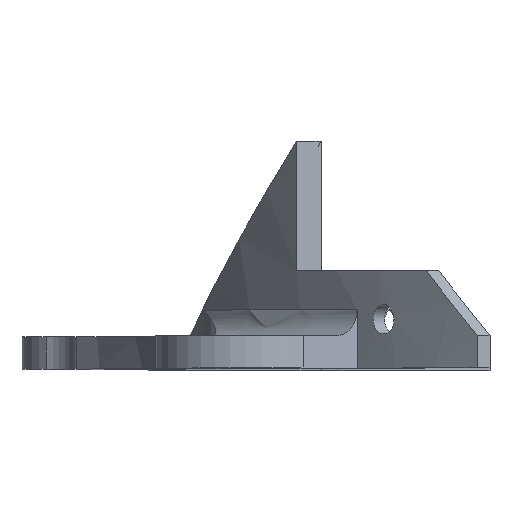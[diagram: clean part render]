
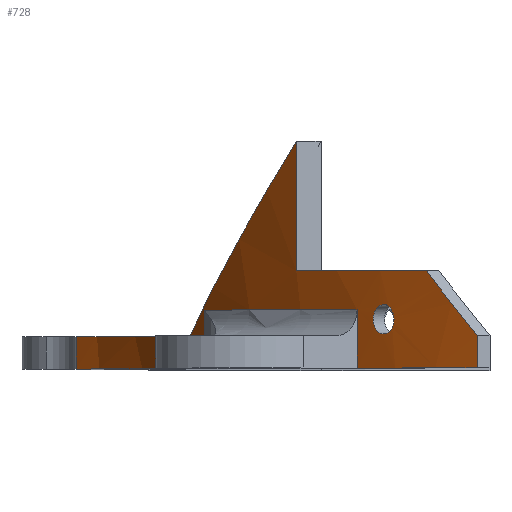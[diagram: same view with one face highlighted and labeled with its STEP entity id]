
A CAD part, top view. The second image highlights one B-rep face of the part: STEP entity #728.
In plain terms, the highlighted cylindrical face has radius 160 mm (diameter 320 mm), a partial arc.
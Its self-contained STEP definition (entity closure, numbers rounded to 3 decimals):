
#20=ELLIPSE('',#824,226.274,160.);
#21=ELLIPSE('',#826,226.274,160.);
#32=B_SPLINE_CURVE_WITH_KNOTS('',3,(#1312,#1313,#1314,#1315,#1316,#1317,
#1318,#1319,#1320,#1321),.UNSPECIFIED.,.F.,.F.,(4,2,2,2,4),(0.,0.085,
0.17,0.254,0.339),.UNSPECIFIED.);
#33=B_SPLINE_CURVE_WITH_KNOTS('',3,(#1322,#1323,#1324,#1325,#1326,#1327,
#1328,#1329,#1330,#1331,#1332,#1333,#1334,#1335,#1336,#1337,#1338,#1339,
#1340,#1341,#1342,#1343,#1344,#1345,#1346,#1347),.UNSPECIFIED.,.F.,.F.,
(4,2,2,2,2,2,2,2,2,2,2,2,4),(0.339,0.424,0.509,
0.593,0.678,0.763,0.848,
0.932,1.017,1.102,1.187,1.271,
1.356),.UNSPECIFIED.);
#44=FACE_BOUND('',#129,.T.);
#87=FACE_OUTER_BOUND('',#128,.T.);
#128=EDGE_LOOP('',(#575,#576,#577,#578,#579,#580,#581,#582,#583,#584,#585,
#586));
#129=EDGE_LOOP('',(#587,#588));
#170=LINE('',#1228,#219);
#173=LINE('',#1237,#222);
#175=LINE('',#1245,#224);
#178=LINE('',#1301,#227);
#179=LINE('',#1307,#228);
#219=VECTOR('',#954,10.);
#222=VECTOR('',#965,10.);
#224=VECTOR('',#975,10.);
#227=VECTOR('',#994,10.);
#228=VECTOR('',#999,10.);
#254=CIRCLE('',#776,160.);
#265=CIRCLE('',#790,160.);
#281=CIRCLE('',#823,160.);
#282=CIRCLE('',#825,160.);
#283=CIRCLE('',#827,160.);
#295=VERTEX_POINT('',#1091);
#296=VERTEX_POINT('',#1093);
#310=VERTEX_POINT('',#1152);
#313=VERTEX_POINT('',#1166);
#326=VERTEX_POINT('',#1227);
#328=VERTEX_POINT('',#1235);
#330=VERTEX_POINT('',#1243);
#338=VERTEX_POINT('',#1298);
#339=VERTEX_POINT('',#1300);
#340=VERTEX_POINT('',#1302);
#341=VERTEX_POINT('',#1304);
#342=VERTEX_POINT('',#1306);
#343=VERTEX_POINT('',#1310);
#344=VERTEX_POINT('',#1311);
#371=EDGE_CURVE('',#296,#295,#254,.T.);
#390=EDGE_CURVE('',#313,#310,#265,.T.);
#411=EDGE_CURVE('',#326,#310,#170,.T.);
#416=EDGE_CURVE('',#313,#328,#173,.T.);
#420=EDGE_CURVE('',#330,#295,#175,.T.);
#430=EDGE_CURVE('',#328,#338,#281,.T.);
#431=EDGE_CURVE('',#338,#339,#178,.T.);
#432=EDGE_CURVE('',#340,#339,#20,.T.);
#433=EDGE_CURVE('',#340,#341,#282,.T.);
#434=EDGE_CURVE('',#341,#342,#179,.T.);
#435=EDGE_CURVE('',#296,#342,#21,.T.);
#436=EDGE_CURVE('',#330,#326,#283,.T.);
#437=EDGE_CURVE('',#343,#344,#32,.T.);
#438=EDGE_CURVE('',#344,#343,#33,.T.);
#575=ORIENTED_EDGE('',*,*,#416,.T.);
#576=ORIENTED_EDGE('',*,*,#430,.T.);
#577=ORIENTED_EDGE('',*,*,#431,.T.);
#578=ORIENTED_EDGE('',*,*,#432,.F.);
#579=ORIENTED_EDGE('',*,*,#433,.T.);
#580=ORIENTED_EDGE('',*,*,#434,.T.);
#581=ORIENTED_EDGE('',*,*,#435,.F.);
#582=ORIENTED_EDGE('',*,*,#371,.T.);
#583=ORIENTED_EDGE('',*,*,#420,.F.);
#584=ORIENTED_EDGE('',*,*,#436,.T.);
#585=ORIENTED_EDGE('',*,*,#411,.T.);
#586=ORIENTED_EDGE('',*,*,#390,.F.);
#587=ORIENTED_EDGE('',*,*,#437,.T.);
#588=ORIENTED_EDGE('',*,*,#438,.T.);
#702=CYLINDRICAL_SURFACE('',#822,160.);
#728=ADVANCED_FACE('',(#87,#44),#702,.T.);
#776=AXIS2_PLACEMENT_3D('',#1094,#874,#875);
#790=AXIS2_PLACEMENT_3D('',#1185,#906,#907);
#822=AXIS2_PLACEMENT_3D('',#1297,#990,#991);
#823=AXIS2_PLACEMENT_3D('',#1299,#992,#993);
#824=AXIS2_PLACEMENT_3D('',#1303,#995,#996);
#825=AXIS2_PLACEMENT_3D('',#1305,#997,#998);
#826=AXIS2_PLACEMENT_3D('',#1308,#1000,#1001);
#827=AXIS2_PLACEMENT_3D('',#1309,#1002,#1003);
#874=DIRECTION('center_axis',(0.,-1.,0.));
#875=DIRECTION('ref_axis',(-1.,0.,0.));
#906=DIRECTION('center_axis',(0.,-1.,0.));
#907=DIRECTION('ref_axis',(-0.805,0.,0.593));
#954=DIRECTION('',(0.,1.,0.));
#965=DIRECTION('',(0.,-1.,0.));
#975=DIRECTION('',(0.,1.,0.));
#990=DIRECTION('center_axis',(0.,1.,0.));
#991=DIRECTION('ref_axis',(-1.,0.,0.));
#992=DIRECTION('center_axis',(0.,1.,0.));
#993=DIRECTION('ref_axis',(-1.,0.,0.));
#994=DIRECTION('',(0.,1.,0.));
#995=DIRECTION('center_axis',(0.455,0.707,0.542));
#996=DIRECTION('ref_axis',(-0.455,0.707,-0.542));
#997=DIRECTION('center_axis',(0.,-1.,0.));
#998=DIRECTION('ref_axis',(-1.,0.,0.));
#999=DIRECTION('',(0.,1.,0.));
#1000=DIRECTION('center_axis',(-0.455,0.707,-0.542));
#1001=DIRECTION('ref_axis',(-0.455,-0.707,-0.542));
#1002=DIRECTION('center_axis',(0.,1.,0.));
#1003=DIRECTION('ref_axis',(-1.,0.,0.));
#1091=CARTESIAN_POINT('',(-159.357,5.,14.328));
#1093=CARTESIAN_POINT('',(-141.86,5.,73.998));
#1094=CARTESIAN_POINT('Origin',(0.,5.,0.));
#1152=CARTESIAN_POINT('',(-139.612,9.,78.157));
#1166=CARTESIAN_POINT('',(-116.054,9.,110.143));
#1185=CARTESIAN_POINT('Origin',(0.,9.,0.));
#1227=CARTESIAN_POINT('',(-139.612,0.,78.157));
#1228=CARTESIAN_POINT('',(-139.612,0.,78.157));
#1235=CARTESIAN_POINT('',(-116.054,0.,110.143));
#1237=CARTESIAN_POINT('',(-116.054,0.,110.143));
#1243=CARTESIAN_POINT('',(-159.357,0.,14.328));
#1245=CARTESIAN_POINT('',(-159.357,0.,14.328));
#1297=CARTESIAN_POINT('Origin',(0.,0.,0.));
#1298=CARTESIAN_POINT('',(-97.508,0.,126.855));
#1299=CARTESIAN_POINT('Origin',(0.,0.,0.));
#1300=CARTESIAN_POINT('',(-97.508,5.,126.855));
#1301=CARTESIAN_POINT('',(-97.508,0.,126.855));
#1302=CARTESIAN_POINT('',(-105.373,15.,120.401));
#1303=CARTESIAN_POINT('Origin',(0.,39.5,0.));
#1304=CARTESIAN_POINT('',(-125.411,15.,99.358));
#1305=CARTESIAN_POINT('Origin',(0.,15.,0.));
#1306=CARTESIAN_POINT('',(-125.411,35.,99.358));
#1307=CARTESIAN_POINT('',(-125.411,0.,99.358));
#1308=CARTESIAN_POINT('Origin',(0.,39.5,0.));
#1309=CARTESIAN_POINT('Origin',(0.,0.,0.));
#1310=CARTESIAN_POINT('',(-110.339,7.5,115.867));
#1311=CARTESIAN_POINT('',(-111.958,5.25,114.304));
#1312=CARTESIAN_POINT('Ctrl Pts',(-110.339,7.5,115.867));
#1313=CARTESIAN_POINT('Ctrl Pts',(-110.339,7.217,115.867));
#1314=CARTESIAN_POINT('Ctrl Pts',(-110.38,6.916,115.828));
#1315=CARTESIAN_POINT('Ctrl Pts',(-110.546,6.362,115.67));
#1316=CARTESIAN_POINT('Ctrl Pts',(-110.672,6.109,115.55));
#1317=CARTESIAN_POINT('Ctrl Pts',(-110.96,5.709,115.273));
#1318=CARTESIAN_POINT('Ctrl Pts',(-111.142,5.536,115.098));
#1319=CARTESIAN_POINT('Ctrl Pts',(-111.54,5.306,114.712));
#1320=CARTESIAN_POINT('Ctrl Pts',(-111.756,5.25,114.502));
#1321=CARTESIAN_POINT('Ctrl Pts',(-111.958,5.25,114.304));
#1322=CARTESIAN_POINT('Ctrl Pts',(-111.958,5.25,114.304));
#1323=CARTESIAN_POINT('Ctrl Pts',(-112.16,5.25,114.106));
#1324=CARTESIAN_POINT('Ctrl Pts',(-112.374,5.306,113.895));
#1325=CARTESIAN_POINT('Ctrl Pts',(-112.768,5.536,113.505));
#1326=CARTESIAN_POINT('Ctrl Pts',(-112.948,5.709,113.326));
#1327=CARTESIAN_POINT('Ctrl Pts',(-113.23,6.109,113.044));
#1328=CARTESIAN_POINT('Ctrl Pts',(-113.353,6.362,112.921));
#1329=CARTESIAN_POINT('Ctrl Pts',(-113.514,6.916,112.759));
#1330=CARTESIAN_POINT('Ctrl Pts',(-113.554,7.217,112.718));
#1331=CARTESIAN_POINT('Ctrl Pts',(-113.554,7.783,112.718));
#1332=CARTESIAN_POINT('Ctrl Pts',(-113.514,8.084,112.759));
#1333=CARTESIAN_POINT('Ctrl Pts',(-113.353,8.638,112.921));
#1334=CARTESIAN_POINT('Ctrl Pts',(-113.23,8.891,113.044));
#1335=CARTESIAN_POINT('Ctrl Pts',(-112.948,9.291,113.326));
#1336=CARTESIAN_POINT('Ctrl Pts',(-112.768,9.464,113.505));
#1337=CARTESIAN_POINT('Ctrl Pts',(-112.374,9.694,113.895));
#1338=CARTESIAN_POINT('Ctrl Pts',(-112.16,9.75,114.106));
#1339=CARTESIAN_POINT('Ctrl Pts',(-111.756,9.75,114.502));
#1340=CARTESIAN_POINT('Ctrl Pts',(-111.54,9.694,114.712));
#1341=CARTESIAN_POINT('Ctrl Pts',(-111.142,9.464,115.098));
#1342=CARTESIAN_POINT('Ctrl Pts',(-110.96,9.291,115.273));
#1343=CARTESIAN_POINT('Ctrl Pts',(-110.672,8.891,115.55));
#1344=CARTESIAN_POINT('Ctrl Pts',(-110.546,8.638,115.67));
#1345=CARTESIAN_POINT('Ctrl Pts',(-110.38,8.084,115.828));
#1346=CARTESIAN_POINT('Ctrl Pts',(-110.339,7.783,115.867));
#1347=CARTESIAN_POINT('Ctrl Pts',(-110.339,7.5,115.867));
